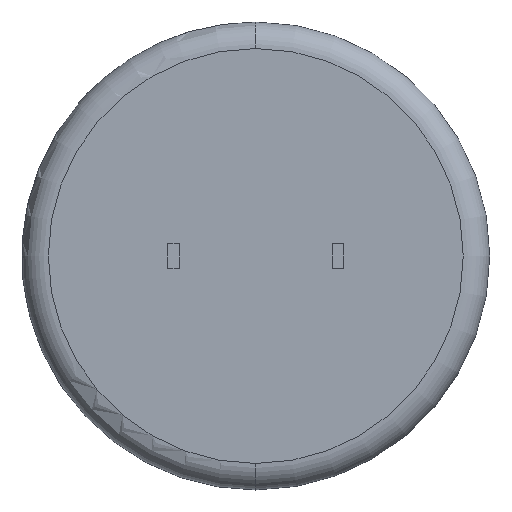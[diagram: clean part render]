
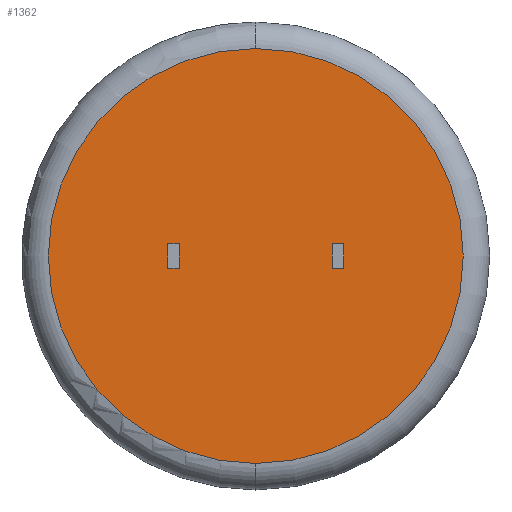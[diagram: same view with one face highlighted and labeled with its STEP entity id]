
A CAD part, front view. The second image highlights one B-rep face of the part: STEP entity #1362.
In plain terms, the highlighted planar face has unit normal (0, -1, 0).
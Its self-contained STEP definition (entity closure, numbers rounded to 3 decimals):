
#9 = VECTOR ( 'NONE', #2276, 1000. ) ;
#15 = VERTEX_POINT ( 'NONE', #1818 ) ;
#25 = AXIS2_PLACEMENT_3D ( 'NONE', #1275, #2734, #205 ) ;
#70 = CARTESIAN_POINT ( 'NONE',  ( 4.75, 0., 0.75 ) ) ;
#142 = CARTESIAN_POINT ( 'NONE',  ( 4.75, 0., -0.75 ) ) ;
#147 = EDGE_LOOP ( 'NONE', ( #1172, #2112, #180, #732 ) ) ;
#157 = CIRCLE ( 'NONE', #25, 12.855 ) ;
#180 = ORIENTED_EDGE ( 'NONE', *, *, #2569, .F. ) ;
#205 = DIRECTION ( 'NONE',  ( 0., 0., 1. ) ) ;
#239 = DIRECTION ( 'NONE',  ( 0., -1., 0. ) ) ;
#257 = EDGE_LOOP ( 'NONE', ( #652, #1519 ) ) ;
#275 = LINE ( 'NONE', #686, #576 ) ;
#382 = EDGE_CURVE ( 'NONE', #2727, #1505, #2647, .T. ) ;
#405 = CARTESIAN_POINT ( 'NONE',  ( 4.75, 0., -0.75 ) ) ;
#419 = DIRECTION ( 'NONE',  ( 0., 0., 1. ) ) ;
#421 = ORIENTED_EDGE ( 'NONE', *, *, #885, .T. ) ;
#477 = DIRECTION ( 'NONE',  ( 0., 0., 1. ) ) ;
#518 = EDGE_CURVE ( 'NONE', #1488, #2727, #612, .T. ) ;
#552 = FACE_BOUND ( 'NONE', #147, .T. ) ;
#560 = ORIENTED_EDGE ( 'NONE', *, *, #892, .T. ) ;
#576 = VECTOR ( 'NONE', #620, 1000. ) ;
#608 = LINE ( 'NONE', #1154, #748 ) ;
#612 = LINE ( 'NONE', #405, #9 ) ;
#620 = DIRECTION ( 'NONE',  ( 1., 0., 0. ) ) ;
#638 = CARTESIAN_POINT ( 'NONE',  ( 0., 0., 0. ) ) ;
#652 = ORIENTED_EDGE ( 'NONE', *, *, #2321, .T. ) ;
#655 = VERTEX_POINT ( 'NONE', #2123 ) ;
#686 = CARTESIAN_POINT ( 'NONE',  ( -5.45, 0., -0.75 ) ) ;
#704 = VECTOR ( 'NONE', #1009, 1000. ) ;
#717 = VECTOR ( 'NONE', #2432, 1000. ) ;
#732 = ORIENTED_EDGE ( 'NONE', *, *, #382, .F. ) ;
#748 = VECTOR ( 'NONE', #1512, 1000. ) ;
#885 = EDGE_CURVE ( 'NONE', #655, #1051, #916, .T. ) ;
#886 = EDGE_LOOP ( 'NONE', ( #560, #421, #2664, #2363 ) ) ;
#887 = VECTOR ( 'NONE', #1375, 1000. ) ;
#892 = EDGE_CURVE ( 'NONE', #1779, #655, #608, .T. ) ;
#916 = LINE ( 'NONE', #2199, #1023 ) ;
#923 = AXIS2_PLACEMENT_3D ( 'NONE', #638, #2066, #419 ) ;
#1009 = DIRECTION ( 'NONE',  ( -1., 0., 0. ) ) ;
#1023 = VECTOR ( 'NONE', #2653, 1000. ) ;
#1051 = VERTEX_POINT ( 'NONE', #1810 ) ;
#1065 = CARTESIAN_POINT ( 'NONE',  ( 0., 0., 0. ) ) ;
#1077 = VERTEX_POINT ( 'NONE', #2666 ) ;
#1150 = LINE ( 'NONE', #1673, #704 ) ;
#1154 = CARTESIAN_POINT ( 'NONE',  ( -5.45, 0., 0. ) ) ;
#1163 = CARTESIAN_POINT ( 'NONE',  ( 5.45, 0., 0. ) ) ;
#1172 = ORIENTED_EDGE ( 'NONE', *, *, #518, .F. ) ;
#1188 = CARTESIAN_POINT ( 'NONE',  ( 5.45, 0., -0.75 ) ) ;
#1226 = DIRECTION ( 'NONE',  ( 0., 0., -1. ) ) ;
#1241 = CARTESIAN_POINT ( 'NONE',  ( 4.75, 0., -0.75 ) ) ;
#1275 = CARTESIAN_POINT ( 'NONE',  ( 0., 0., 0. ) ) ;
#1277 = CARTESIAN_POINT ( 'NONE',  ( -5.45, 0., -0.75 ) ) ;
#1283 = EDGE_CURVE ( 'NONE', #1793, #2076, #1358, .T. ) ;
#1286 = CARTESIAN_POINT ( 'NONE',  ( 0., 0., -12.855 ) ) ;
#1358 = CIRCLE ( 'NONE', #1424, 12.855 ) ;
#1362 = ADVANCED_FACE ( 'NONE', ( #2189, #1432, #552 ), #1694, .F. ) ;
#1375 = DIRECTION ( 'NONE',  ( 0., 0., 1. ) ) ;
#1424 = AXIS2_PLACEMENT_3D ( 'NONE', #1065, #239, #477 ) ;
#1432 = FACE_BOUND ( 'NONE', #886, .T. ) ;
#1488 = VERTEX_POINT ( 'NONE', #70 ) ;
#1505 = VERTEX_POINT ( 'NONE', #1188 ) ;
#1512 = DIRECTION ( 'NONE',  ( 0., 0., 1. ) ) ;
#1519 = ORIENTED_EDGE ( 'NONE', *, *, #1283, .T. ) ;
#1529 = LINE ( 'NONE', #1163, #887 ) ;
#1673 = CARTESIAN_POINT ( 'NONE',  ( 4.75, 0., 0.75 ) ) ;
#1687 = LINE ( 'NONE', #2040, #2358 ) ;
#1694 = PLANE ( 'NONE',  #923 ) ;
#1779 = VERTEX_POINT ( 'NONE', #1277 ) ;
#1793 = VERTEX_POINT ( 'NONE', #1286 ) ;
#1810 = CARTESIAN_POINT ( 'NONE',  ( -4.75, 0., 0.75 ) ) ;
#1818 = CARTESIAN_POINT ( 'NONE',  ( 5.45, 0., 0.75 ) ) ;
#1833 = EDGE_CURVE ( 'NONE', #1779, #1077, #275, .T. ) ;
#2040 = CARTESIAN_POINT ( 'NONE',  ( -4.75, 0., 0.75 ) ) ;
#2066 = DIRECTION ( 'NONE',  ( 0., 1., 0. ) ) ;
#2076 = VERTEX_POINT ( 'NONE', #2708 ) ;
#2112 = ORIENTED_EDGE ( 'NONE', *, *, #2173, .F. ) ;
#2123 = CARTESIAN_POINT ( 'NONE',  ( -5.45, 0., 0.75 ) ) ;
#2173 = EDGE_CURVE ( 'NONE', #15, #1488, #1150, .T. ) ;
#2183 = EDGE_CURVE ( 'NONE', #1051, #1077, #1687, .T. ) ;
#2189 = FACE_OUTER_BOUND ( 'NONE', #257, .T. ) ;
#2199 = CARTESIAN_POINT ( 'NONE',  ( -5.45, 0., 0.75 ) ) ;
#2276 = DIRECTION ( 'NONE',  ( 0., 0., -1. ) ) ;
#2321 = EDGE_CURVE ( 'NONE', #2076, #1793, #157, .T. ) ;
#2358 = VECTOR ( 'NONE', #1226, 1000. ) ;
#2363 = ORIENTED_EDGE ( 'NONE', *, *, #1833, .F. ) ;
#2432 = DIRECTION ( 'NONE',  ( 1., 0., 0. ) ) ;
#2569 = EDGE_CURVE ( 'NONE', #1505, #15, #1529, .T. ) ;
#2647 = LINE ( 'NONE', #142, #717 ) ;
#2653 = DIRECTION ( 'NONE',  ( 1., 0., 0. ) ) ;
#2664 = ORIENTED_EDGE ( 'NONE', *, *, #2183, .T. ) ;
#2666 = CARTESIAN_POINT ( 'NONE',  ( -4.75, 0., -0.75 ) ) ;
#2708 = CARTESIAN_POINT ( 'NONE',  ( 0., 0., 12.855 ) ) ;
#2727 = VERTEX_POINT ( 'NONE', #1241 ) ;
#2734 = DIRECTION ( 'NONE',  ( 0., -1., 0. ) ) ;
